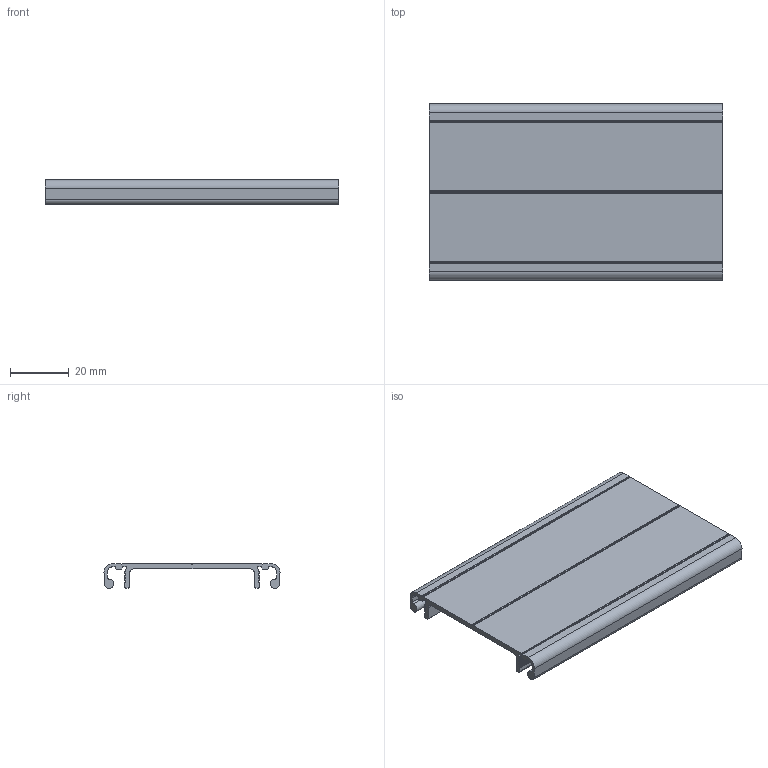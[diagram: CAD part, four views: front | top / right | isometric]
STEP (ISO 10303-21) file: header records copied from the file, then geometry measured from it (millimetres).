
FILE_DESCRIPTION(('STEP AP203'),'1');
FILE_NAME('SAFE00E1186.stp','2023-10-09T07:02:24',(' '),(' '),'Spatial InterOp 3D',' ',' ');
FILE_SCHEMA(('CONFIG_CONTROL_DESIGN'));
Length unit declared in the file: millimetre
Products named in the file (1): Couvercle goulotte U 60
Bounding box: 100 x 60 x 8.45 mm (x, y, z)
Volume: 14539 mm3; surface area: 18684.3 mm2
Topology: 1 solids, 1 shells, 114 faces, 336 edges, 224 vertices
Faces by surface type: cylinder 61, plane 53
Entity records: 3970 total; most frequent: DIRECTION 688, CARTESIAN_POINT 675, ORIENTED_EDGE 672, EDGE_CURVE 336, AXIS2_PLACEMENT_3D 237, VERTEX_POINT 224, LINE 214, VECTOR 214
